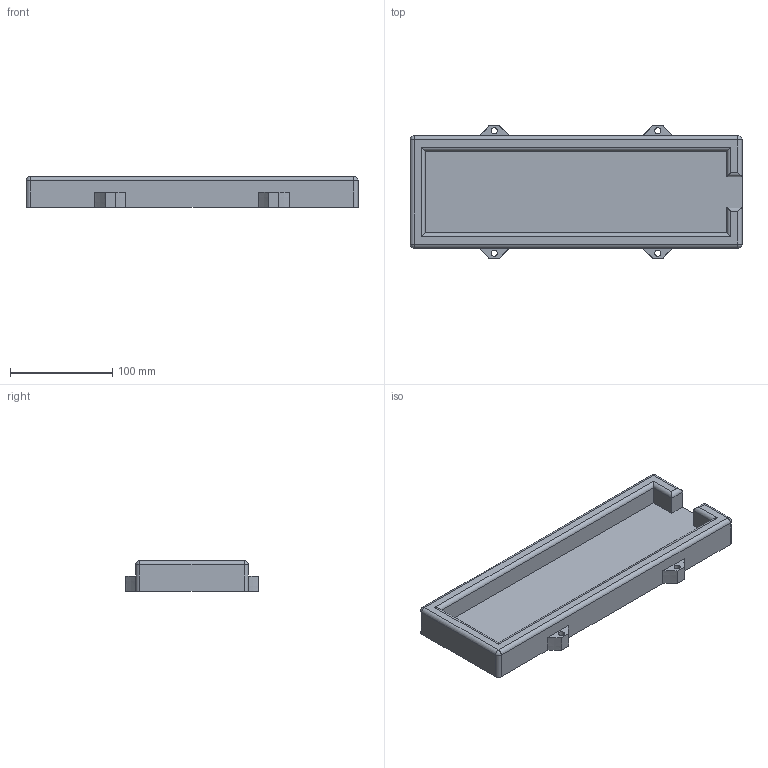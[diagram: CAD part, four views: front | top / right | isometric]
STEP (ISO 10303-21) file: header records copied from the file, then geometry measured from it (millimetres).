
FILE_DESCRIPTION (( 'STEP AP214' ), '1' );
FILE_NAME ('case_14s_battery_holder.STEP', '2025-10-01T11:03:02', ( '' ), ( '' ), 'SwSTEP 2.0', 'SolidWorks 2023', '' );
FILE_SCHEMA (( 'AUTOMOTIVE_DESIGN' ));
Length unit declared in the file: millimetre
Products named in the file (1): case_14s_battery_holder
Bounding box: 325 x 130 x 30 mm (x, y, z)
Volume: 547385.6 mm3; surface area: 113417.8 mm2
Topology: 1 solids, 1 shells, 58 faces, 152 edges, 92 vertices
Faces by surface type: cylinder 24, plane 22, bspline 8, sphere 4
Entity records: 2475 total; most frequent: CARTESIAN_POINT 1131, ORIENTED_EDGE 296, DIRECTION 242, EDGE_CURVE 148, VERTEX_POINT 92, AXIS2_PLACEMENT_3D 83, LINE 76, VECTOR 76
